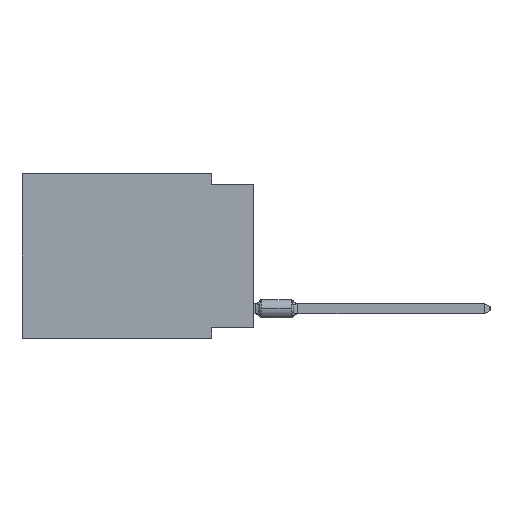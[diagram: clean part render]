
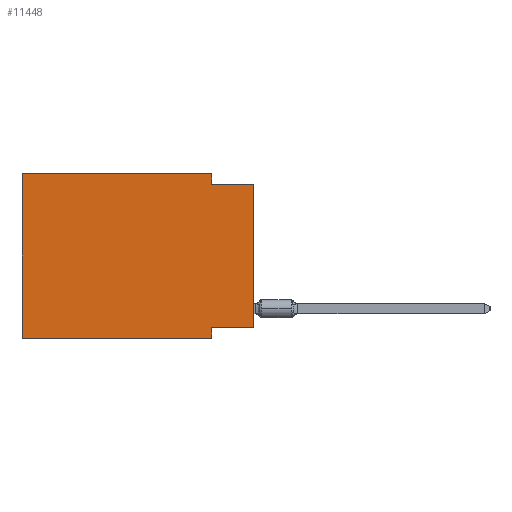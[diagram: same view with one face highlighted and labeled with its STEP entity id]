
A CAD part, left-side view. The second image highlights one B-rep face of the part: STEP entity #11448.
In plain terms, the highlighted planar face has unit normal (-1, 0, 0).
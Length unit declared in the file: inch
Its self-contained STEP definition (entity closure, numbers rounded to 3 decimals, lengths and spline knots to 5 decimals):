
#1407 = LINE ( 'NONE', #12648, #24278 ) ;
#5220 = CARTESIAN_POINT ( 'NONE',  ( 0., 0.1, 0. ) ) ;
#5230 = VERTEX_POINT ( 'NONE', #56714 ) ;
#6540 = FACE_OUTER_BOUND ( 'NONE', #29049, .T. ) ;
#7261 = DIRECTION ( 'NONE',  ( 1., 0., 0. ) ) ;
#7999 = CARTESIAN_POINT ( 'NONE',  ( 0., 0., 0. ) ) ;
#8817 = ORIENTED_EDGE ( 'NONE', *, *, #53852, .F. ) ;
#10953 = ORIENTED_EDGE ( 'NONE', *, *, #65035, .F. ) ;
#11039 = VECTOR ( 'NONE', #22470, 39.37008 ) ;
#11393 = VERTEX_POINT ( 'NONE', #60906 ) ;
#11448 = ADVANCED_FACE ( 'NONE', ( #6540 ), #45316, .F. ) ;
#11915 = ORIENTED_EDGE ( 'NONE', *, *, #55986, .F. ) ;
#12241 = CARTESIAN_POINT ( 'NONE',  ( 0., 0.1, -0.365 ) ) ;
#12648 = CARTESIAN_POINT ( 'NONE',  ( 0., 0., -0.025 ) ) ;
#14427 = ORIENTED_EDGE ( 'NONE', *, *, #24976, .F. ) ;
#15630 = DIRECTION ( 'NONE',  ( 0., 0., 1. ) ) ;
#15758 = ORIENTED_EDGE ( 'NONE', *, *, #71444, .F. ) ;
#15898 = VECTOR ( 'NONE', #18146, 39.37008 ) ;
#16268 = VECTOR ( 'NONE', #15630, 39.37008 ) ;
#16687 = VERTEX_POINT ( 'NONE', #57113 ) ;
#16760 = VERTEX_POINT ( 'NONE', #53123 ) ;
#17998 = VECTOR ( 'NONE', #29038, 39.37008 ) ;
#18146 = DIRECTION ( 'NONE',  ( 0., 0., 1. ) ) ;
#18983 = DIRECTION ( 'NONE',  ( 0., 0., -1. ) ) ;
#20713 = CARTESIAN_POINT ( 'NONE',  ( 0., 0.55, 0. ) ) ;
#22470 = DIRECTION ( 'NONE',  ( 0., 1., 0. ) ) ;
#23237 = CARTESIAN_POINT ( 'NONE',  ( 0., 0.55, -0.39 ) ) ;
#24278 = VECTOR ( 'NONE', #67004, 39.37008 ) ;
#24976 = EDGE_CURVE ( 'NONE', #16760, #16687, #65268, .T. ) ;
#25904 = VERTEX_POINT ( 'NONE', #5220 ) ;
#27180 = ORIENTED_EDGE ( 'NONE', *, *, #47112, .F. ) ;
#29038 = DIRECTION ( 'NONE',  ( 0., -1., 0. ) ) ;
#29049 = EDGE_LOOP ( 'NONE', ( #68917, #8817, #10953, #27180, #14427, #49414, #11915, #15758 ) ) ;
#31649 = VERTEX_POINT ( 'NONE', #65797 ) ;
#36242 = LINE ( 'NONE', #7999, #15898 ) ;
#37229 = AXIS2_PLACEMENT_3D ( 'NONE', #56189, #7261, #46036 ) ;
#37722 = EDGE_CURVE ( 'NONE', #16760, #5230, #56228, .T. ) ;
#38438 = LINE ( 'NONE', #66338, #11039 ) ;
#40570 = CARTESIAN_POINT ( 'NONE',  ( 0., 0.55, 0. ) ) ;
#41179 = VECTOR ( 'NONE', #41642, 39.37008 ) ;
#41311 = VECTOR ( 'NONE', #48017, 39.37008 ) ;
#41642 = DIRECTION ( 'NONE',  ( 0., -1., 0. ) ) ;
#41746 = VECTOR ( 'NONE', #18983, 39.37008 ) ;
#45316 = PLANE ( 'NONE',  #37229 ) ;
#46036 = DIRECTION ( 'NONE',  ( 0., 0., -1. ) ) ;
#46703 = LINE ( 'NONE', #40570, #41179 ) ;
#47112 = EDGE_CURVE ( 'NONE', #16687, #25904, #46703, .T. ) ;
#48017 = DIRECTION ( 'NONE',  ( 0., 0., -1. ) ) ;
#49414 = ORIENTED_EDGE ( 'NONE', *, *, #37722, .T. ) ;
#53123 = CARTESIAN_POINT ( 'NONE',  ( 0., 0.55, -0.39 ) ) ;
#53852 = EDGE_CURVE ( 'NONE', #11393, #62422, #1407, .T. ) ;
#55986 = EDGE_CURVE ( 'NONE', #67015, #5230, #68640, .T. ) ;
#56189 = CARTESIAN_POINT ( 'NONE',  ( 0., 0.55, 0. ) ) ;
#56228 = LINE ( 'NONE', #23237, #17998 ) ;
#56714 = CARTESIAN_POINT ( 'NONE',  ( 0., 0.1, -0.39 ) ) ;
#57056 = CARTESIAN_POINT ( 'NONE',  ( 0., 0.1, -0.39 ) ) ;
#57113 = CARTESIAN_POINT ( 'NONE',  ( 0., 0.55, 0. ) ) ;
#60906 = CARTESIAN_POINT ( 'NONE',  ( 0., 0.1, -0.025 ) ) ;
#61033 = CARTESIAN_POINT ( 'NONE',  ( 0., 0., -0.025 ) ) ;
#62422 = VERTEX_POINT ( 'NONE', #61033 ) ;
#64680 = LINE ( 'NONE', #70832, #41311 ) ;
#65035 = EDGE_CURVE ( 'NONE', #25904, #11393, #64680, .T. ) ;
#65268 = LINE ( 'NONE', #20713, #16268 ) ;
#65692 = EDGE_CURVE ( 'NONE', #31649, #62422, #36242, .T. ) ;
#65797 = CARTESIAN_POINT ( 'NONE',  ( 0., 0., -0.365 ) ) ;
#66338 = CARTESIAN_POINT ( 'NONE',  ( 0., 0., -0.365 ) ) ;
#67004 = DIRECTION ( 'NONE',  ( 0., -1., 0. ) ) ;
#67015 = VERTEX_POINT ( 'NONE', #12241 ) ;
#68640 = LINE ( 'NONE', #57056, #41746 ) ;
#68917 = ORIENTED_EDGE ( 'NONE', *, *, #65692, .T. ) ;
#70832 = CARTESIAN_POINT ( 'NONE',  ( 0., 0.1, 0. ) ) ;
#71444 = EDGE_CURVE ( 'NONE', #31649, #67015, #38438, .T. ) ;
